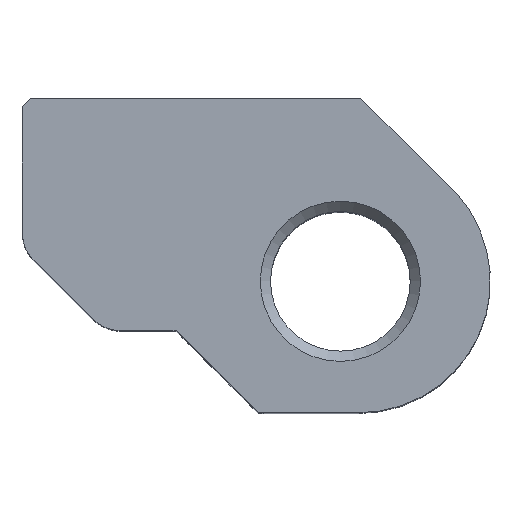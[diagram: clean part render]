
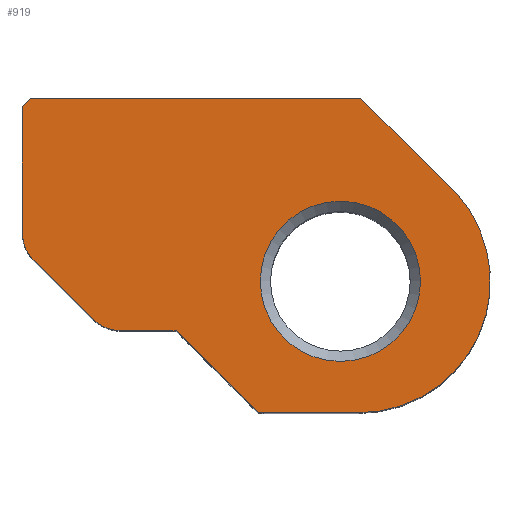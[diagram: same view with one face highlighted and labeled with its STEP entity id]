
A CAD part, top view. The second image highlights one B-rep face of the part: STEP entity #919.
In plain terms, the highlighted planar face has unit normal (0, 0, 1).
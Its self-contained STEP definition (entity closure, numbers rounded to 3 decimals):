
#24=FACE_BOUND('',#114,.T.);
#42=CIRCLE('',#995,1.95);
#43=CIRCLE('',#997,1.);
#44=CIRCLE('',#998,3.2);
#45=CIRCLE('',#999,1.);
#65=FACE_OUTER_BOUND('',#113,.T.);
#113=EDGE_LOOP('',(#645,#646,#647,#648,#649,#650,#651,#652,#653,#654,#655));
#114=EDGE_LOOP('',(#656));
#178=LINE('',#1379,#288);
#179=LINE('',#1381,#289);
#180=LINE('',#1383,#290);
#181=LINE('',#1387,#291);
#182=LINE('',#1389,#292);
#183=LINE('',#1391,#293);
#184=LINE('',#1393,#294);
#185=LINE('',#1396,#295);
#288=VECTOR('',#1114,10.);
#289=VECTOR('',#1115,10.);
#290=VECTOR('',#1116,10.);
#291=VECTOR('',#1119,10.);
#292=VECTOR('',#1120,10.);
#293=VECTOR('',#1121,10.);
#294=VECTOR('',#1122,10.);
#295=VECTOR('',#1125,10.);
#397=VERTEX_POINT('',#1371);
#398=VERTEX_POINT('',#1375);
#399=VERTEX_POINT('',#1376);
#400=VERTEX_POINT('',#1378);
#401=VERTEX_POINT('',#1380);
#402=VERTEX_POINT('',#1382);
#403=VERTEX_POINT('',#1384);
#404=VERTEX_POINT('',#1386);
#405=VERTEX_POINT('',#1388);
#406=VERTEX_POINT('',#1390);
#407=VERTEX_POINT('',#1392);
#408=VERTEX_POINT('',#1394);
#493=EDGE_CURVE('',#397,#397,#42,.T.);
#495=EDGE_CURVE('',#398,#399,#43,.T.);
#496=EDGE_CURVE('',#398,#400,#178,.T.);
#497=EDGE_CURVE('',#400,#401,#179,.T.);
#498=EDGE_CURVE('',#401,#402,#180,.T.);
#499=EDGE_CURVE('',#402,#403,#44,.T.);
#500=EDGE_CURVE('',#403,#404,#181,.T.);
#501=EDGE_CURVE('',#404,#405,#182,.T.);
#502=EDGE_CURVE('',#406,#405,#183,.T.);
#503=EDGE_CURVE('',#406,#407,#184,.T.);
#504=EDGE_CURVE('',#408,#407,#45,.T.);
#505=EDGE_CURVE('',#408,#399,#185,.T.);
#645=ORIENTED_EDGE('',*,*,#495,.F.);
#646=ORIENTED_EDGE('',*,*,#496,.T.);
#647=ORIENTED_EDGE('',*,*,#497,.T.);
#648=ORIENTED_EDGE('',*,*,#498,.T.);
#649=ORIENTED_EDGE('',*,*,#499,.T.);
#650=ORIENTED_EDGE('',*,*,#500,.T.);
#651=ORIENTED_EDGE('',*,*,#501,.T.);
#652=ORIENTED_EDGE('',*,*,#502,.F.);
#653=ORIENTED_EDGE('',*,*,#503,.T.);
#654=ORIENTED_EDGE('',*,*,#504,.F.);
#655=ORIENTED_EDGE('',*,*,#505,.T.);
#656=ORIENTED_EDGE('',*,*,#493,.F.);
#879=PLANE('',#996);
#919=ADVANCED_FACE('',(#65,#24),#879,.T.);
#995=AXIS2_PLACEMENT_3D('',#1372,#1107,#1108);
#996=AXIS2_PLACEMENT_3D('',#1374,#1110,#1111);
#997=AXIS2_PLACEMENT_3D('',#1377,#1112,#1113);
#998=AXIS2_PLACEMENT_3D('',#1385,#1117,#1118);
#999=AXIS2_PLACEMENT_3D('',#1395,#1123,#1124);
#1107=DIRECTION('center_axis',(0.,0.,1.));
#1108=DIRECTION('ref_axis',(-1.,0.,0.));
#1110=DIRECTION('center_axis',(0.,0.,1.));
#1111=DIRECTION('ref_axis',(1.,0.,0.));
#1112=DIRECTION('center_axis',(0.,0.,-1.));
#1113=DIRECTION('ref_axis',(-0.383,-0.924,0.));
#1114=DIRECTION('',(1.,0.,0.));
#1115=DIRECTION('',(0.707,-0.707,0.));
#1116=DIRECTION('',(1.,0.,0.));
#1117=DIRECTION('center_axis',(0.,0.,1.));
#1118=DIRECTION('ref_axis',(0.,-1.,0.));
#1119=DIRECTION('',(-0.707,0.707,0.));
#1120=DIRECTION('',(-1.,0.,0.));
#1121=DIRECTION('',(0.707,0.707,0.));
#1122=DIRECTION('',(0.,-1.,0.));
#1123=DIRECTION('center_axis',(0.,0.,-1.));
#1124=DIRECTION('ref_axis',(-0.924,-0.383,0.));
#1125=DIRECTION('',(0.707,-0.707,0.));
#1371=CARTESIAN_POINT('',(1.95,0.,5.5));
#1372=CARTESIAN_POINT('Origin',(0.,0.,5.5));
#1374=CARTESIAN_POINT('Origin',(-2.05,0.625,5.5));
#1375=CARTESIAN_POINT('',(-5.335,-1.2,5.5));
#1376=CARTESIAN_POINT('',(-6.042,-0.907,5.5));
#1377=CARTESIAN_POINT('Origin',(-5.335,-0.2,5.5));
#1378=CARTESIAN_POINT('',(-4.,-1.2,5.5));
#1379=CARTESIAN_POINT('',(-5.749,-1.2,5.5));
#1380=CARTESIAN_POINT('',(-2.,-3.2,5.5));
#1381=CARTESIAN_POINT('',(-4.,-1.2,5.5));
#1382=CARTESIAN_POINT('',(0.451,-3.2,5.5));
#1383=CARTESIAN_POINT('',(-2.,-3.2,5.5));
#1384=CARTESIAN_POINT('',(2.455,2.495,5.5));
#1385=CARTESIAN_POINT('Origin',(0.451,0.,5.5));
#1386=CARTESIAN_POINT('',(0.5,4.45,5.5));
#1387=CARTESIAN_POINT('',(2.455,2.495,5.5));
#1388=CARTESIAN_POINT('',(-7.55,4.45,5.5));
#1389=CARTESIAN_POINT('',(0.5,4.45,5.5));
#1390=CARTESIAN_POINT('',(-7.75,4.25,5.5));
#1391=CARTESIAN_POINT('',(-7.181,4.819,5.5));
#1392=CARTESIAN_POINT('',(-7.75,1.215,5.5));
#1393=CARTESIAN_POINT('',(-7.75,4.45,5.5));
#1394=CARTESIAN_POINT('',(-7.457,0.508,5.5));
#1395=CARTESIAN_POINT('Origin',(-6.75,1.215,5.5));
#1396=CARTESIAN_POINT('',(-7.75,0.801,5.5));
